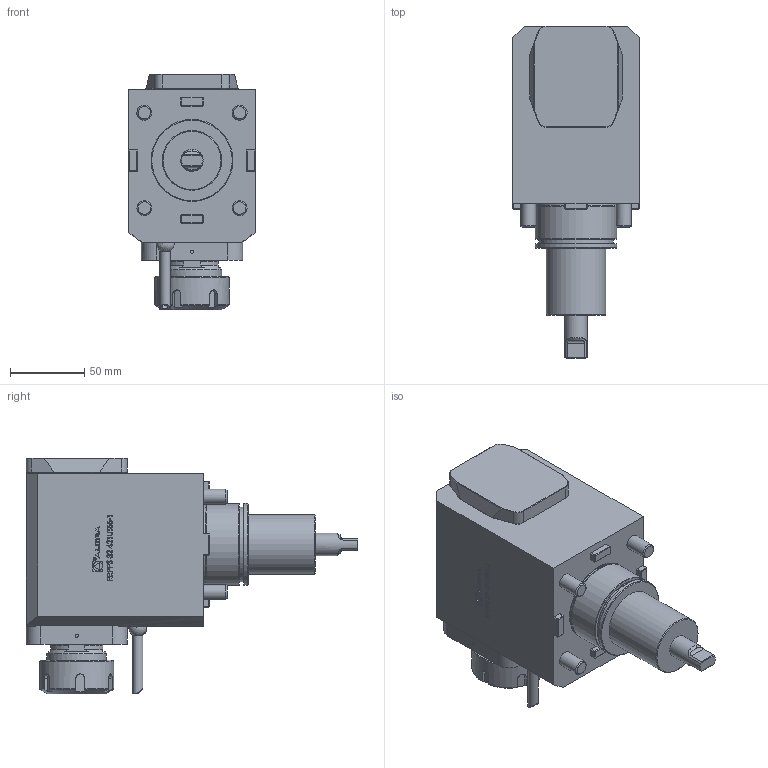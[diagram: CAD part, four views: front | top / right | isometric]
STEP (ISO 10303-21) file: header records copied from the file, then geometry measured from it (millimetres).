
FILE_DESCRIPTION (( 'STEP AP214' ), '1' );
FILE_NAME ('RRPPS32421UT55-1.STEP', '2025-04-04T09:19:48', ( '' ), ( '' ), 'SwSTEP 2.0', 'SolidWorks 2023', '' );
FILE_SCHEMA (( 'AUTOMOTIVE_DESIGN' ));
Length unit declared in the file: millimetre
Products named in the file (1): RRPPS32421UT55-1
Bounding box: 85 x 222.8 x 158.41 mm (x, y, z)
Volume: 1311827.1 mm3; surface area: 88354.8 mm2
Topology: 1 solids, 1 shells, 564 faces, 1488 edges, 982 vertices
Faces by surface type: plane 364, bspline 95, cylinder 63, cone 26, torus 15, sphere 1
Full cylindrical faces by diameter (mm): 1.7 x1, 2.1 x1, 4 x1, 6.366 x1, 7 x1, 10 x4, 15 x1, 40 x2, 50 x1, 50.2 x1, 54.6 x1, 55 x2
Entity records: 26610 total; most frequent: CARTESIAN_POINT 9930, ORIENTED_EDGE 2876, DIRECTION 2283, EDGE_CURVE 1438, VECTOR 997, LINE 997, VERTEX_POINT 968, EDGE_LOOP 656
